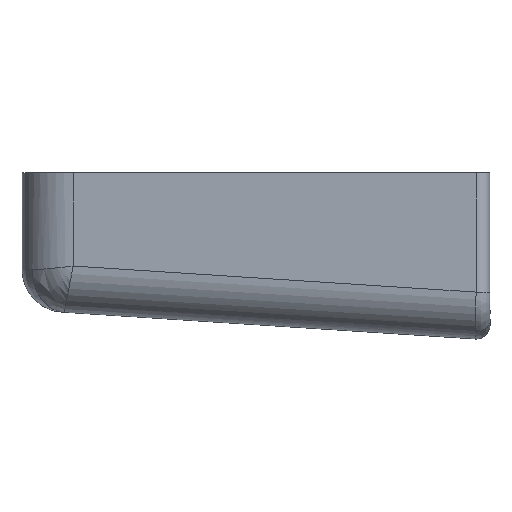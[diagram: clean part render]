
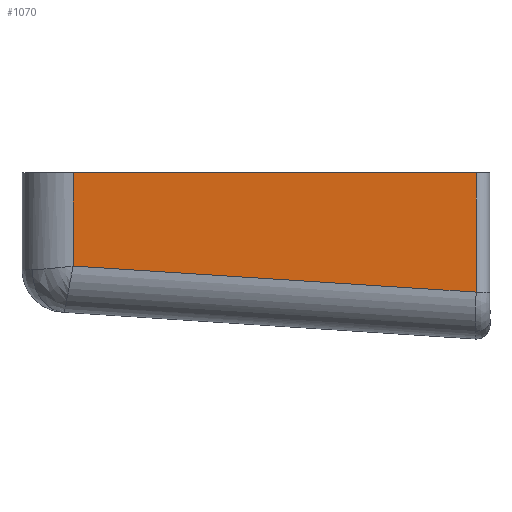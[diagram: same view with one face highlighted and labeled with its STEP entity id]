
A CAD part, front view. The second image highlights one B-rep face of the part: STEP entity #1070.
In plain terms, the highlighted planar face has unit normal (-0.043, -0.999, 0).
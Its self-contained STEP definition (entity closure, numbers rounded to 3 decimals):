
#1019 = EDGE_CURVE ( 'NONE', #1020, #1021, #5924, .T. ) ;
#1020 = VERTEX_POINT ( 'NONE', #5920 ) ;
#1021 = VERTEX_POINT ( 'NONE', #5919 ) ;
#1051 = ORIENTED_EDGE ( 'NONE', *, *, #1052, .T. ) ;
#1052 = EDGE_CURVE ( 'NONE', #1129, #1020, #5937, .T. ) ;
#1053 = ORIENTED_EDGE ( 'NONE', *, *, #1019, .T. ) ;
#1070 = ADVANCED_FACE ( 'NONE', ( #6012 ), #6011, .F. ) ;
#1071 = EDGE_LOOP ( 'NONE', ( #1073, #1127, #1051, #1053 ) ) ;
#1073 = ORIENTED_EDGE ( 'NONE', *, *, #1074, .T. ) ;
#1074 = EDGE_CURVE ( 'NONE', #1021, #1075, #6005, .T. ) ;
#1075 = VERTEX_POINT ( 'NONE', #6001 ) ;
#1127 = ORIENTED_EDGE ( 'NONE', *, *, #1128, .T. ) ;
#1128 = EDGE_CURVE ( 'NONE', #1075, #1129, #6138, .T. ) ;
#1129 = VERTEX_POINT ( 'NONE', #6134 ) ;
#5919 = CARTESIAN_POINT ( 'NONE',  ( 38.287, 13.359, 135. ) ) ;
#5920 = CARTESIAN_POINT ( 'NONE',  ( 339.572, 0.447, 135. ) ) ;
#5921 = DIRECTION ( 'NONE',  ( -0.999, 0.043, 0. ) ) ;
#5922 = VECTOR ( 'NONE', #5921, 1000. ) ;
#5923 = CARTESIAN_POINT ( 'NONE',  ( 350., 0., 135. ) ) ;
#5924 = LINE ( 'NONE', #5923, #5922 ) ;
#5934 = DIRECTION ( 'NONE',  ( 0., 0., 1. ) ) ;
#5935 = VECTOR ( 'NONE', #5934, 1000. ) ;
#5936 = CARTESIAN_POINT ( 'NONE',  ( 339.572, 0.447, 0. ) ) ;
#5937 = LINE ( 'NONE', #5936, #5935 ) ;
#6001 = CARTESIAN_POINT ( 'NONE',  ( 38.287, 13.359, 65.387 ) ) ;
#6002 = DIRECTION ( 'NONE',  ( 0., 0., -1. ) ) ;
#6003 = VECTOR ( 'NONE', #6002, 1000. ) ;
#6004 = CARTESIAN_POINT ( 'NONE',  ( 38.287, 13.359, 0. ) ) ;
#6005 = LINE ( 'NONE', #6004, #6003 ) ;
#6007 = DIRECTION ( 'NONE',  ( -0.999, 0.043, 0. ) ) ;
#6008 = DIRECTION ( 'NONE',  ( 0.043, 0.999, 0. ) ) ;
#6009 = CARTESIAN_POINT ( 'NONE',  ( 350., 0., 0. ) ) ;
#6010 = AXIS2_PLACEMENT_3D ( 'NONE', #6009, #6008, #6007 ) ;
#6011 = PLANE ( 'NONE',  #6010 ) ;
#6012 = FACE_OUTER_BOUND ( 'NONE', #1071, .T. ) ;
#6134 = CARTESIAN_POINT ( 'NONE',  ( 339.572, 0.447, 45.915 ) ) ;
#6135 = DIRECTION ( 'NONE',  ( 0.997, -0.043, -0.064 ) ) ;
#6136 = VECTOR ( 'NONE', #6135, 1000. ) ;
#6137 = CARTESIAN_POINT ( 'NONE',  ( 352.906, -0.125, 45.053 ) ) ;
#6138 = LINE ( 'NONE', #6137, #6136 ) ;
